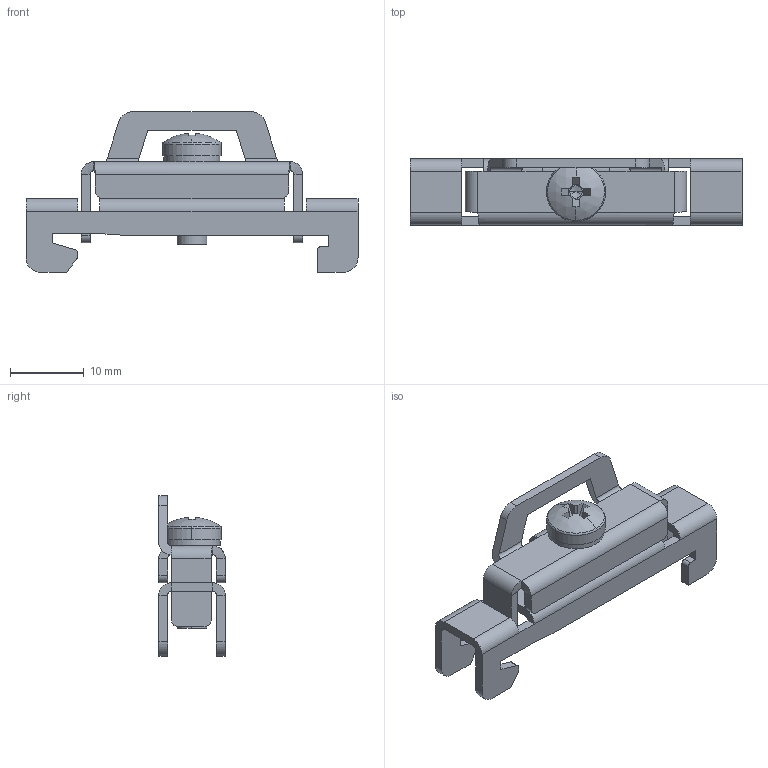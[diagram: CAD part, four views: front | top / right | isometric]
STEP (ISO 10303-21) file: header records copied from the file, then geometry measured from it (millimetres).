
FILE_DESCRIPTION (( 'STEP AP214' ), '1' );
FILE_NAME ('Çàæèì íà DIN-ðåéêó 1 âèíò HDW-211 EKF PROxima (ahdw-211).STEP', '2020-11-18T14:13:44', ( '' ), ( '' ), 'SwSTEP 2.0', 'SolidWorks 2019', '' );
FILE_SCHEMA (( 'AUTOMOTIVE_DESIGN' ));
Length unit declared in the file: millimetre
Products named in the file (5): Çàæèì íà DIN-ðåéêó 1 âèíò HDW-211 EKF PROxima (ahdw-211); ﾘ琺矜 DIN 128_丐ｩ｡ 4 DIN 128; ahdw-211.002 砑鳧罻; ahdw-211.001 Øâåëëåð; Âèíò Ì4 DIN 7985_‚¨­â Œ4å12 DIN 7985
Assembly tree (4 placements, depth 2):
  Çàæèì íà DIN-ðåéêó 1 âèíò HDW-211 EKF PROxima (ahdw-211)
    ahdw-211.001 Øâåëëåð
    ahdw-211.002 砑鳧罻
    ﾘ琺矜 DIN 128_丐ｩ｡ 4 DIN 128
    Âèíò Ì4 DIN 7985_‚¨­â Œ4å12 DIN 7985
Bounding box: 45 x 9 x 21.8 mm (x, y, z)
Volume: 1798.6 mm3; surface area: 3440.8 mm2
Topology: 4 solids, 4 shells, 182 faces, 460 edges, 279 vertices
Faces by surface type: plane 110, cylinder 54, torus 6, cone 6, bspline 4, sphere 2
Entity records: 5786 total; most frequent: CARTESIAN_POINT 1206, DIRECTION 934, ORIENTED_EDGE 916, EDGE_CURVE 458, AXIS2_PLACEMENT_3D 319, VECTOR 296, LINE 296, VERTEX_POINT 279
